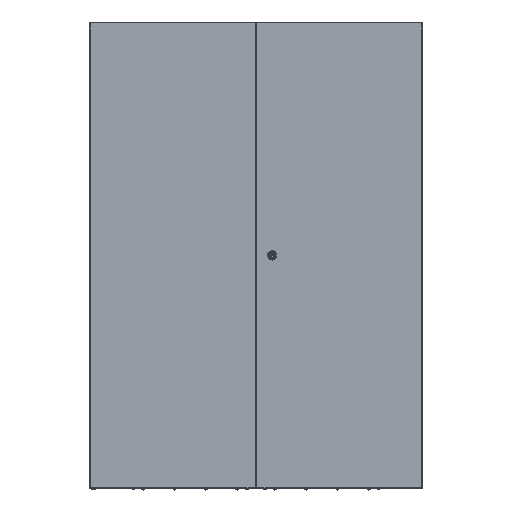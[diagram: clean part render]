
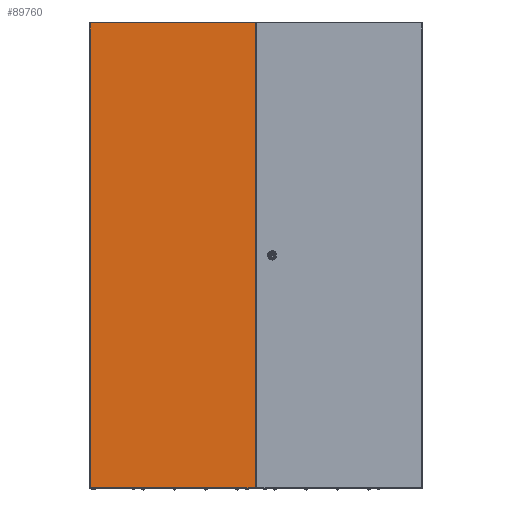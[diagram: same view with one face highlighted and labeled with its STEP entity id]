
A CAD part, top view. The second image highlights one B-rep face of the part: STEP entity #89760.
In plain terms, the highlighted planar face has unit normal (0, 0, 1).
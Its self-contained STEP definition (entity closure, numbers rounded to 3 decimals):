
#1152 = CARTESIAN_POINT ( 'NONE',  ( 2.63, 1397., 17.5 ) ) ;
#1468 = CARTESIAN_POINT ( 'NONE',  ( 497.13, 1397., 17.5 ) ) ;
#2510 = DIRECTION ( 'NONE',  ( 0., 1., 0. ) ) ;
#7541 = LINE ( 'NONE', #1468, #94348 ) ;
#9344 = VECTOR ( 'NONE', #92036, 1000. ) ;
#16407 = PLANE ( 'NONE',  #47855 ) ;
#18095 = VERTEX_POINT ( 'NONE', #47978 ) ;
#19870 = EDGE_CURVE ( 'NONE', #43674, #90938, #68801, .T. ) ;
#22214 = DIRECTION ( 'NONE',  ( 1., 0., 0. ) ) ;
#22475 = DIRECTION ( 'NONE',  ( 0., -1., 0. ) ) ;
#22702 = EDGE_LOOP ( 'NONE', ( #102362, #23440, #98054, #95438 ) ) ;
#23440 = ORIENTED_EDGE ( 'NONE', *, *, #51567, .T. ) ;
#40096 = DIRECTION ( 'NONE',  ( 1., 0., 0. ) ) ;
#43674 = VERTEX_POINT ( 'NONE', #105689 ) ;
#47205 = CARTESIAN_POINT ( 'NONE',  ( 2.63, 1397., 17.5 ) ) ;
#47855 = AXIS2_PLACEMENT_3D ( 'NONE', #49212, #80929, #40096 ) ;
#47978 = CARTESIAN_POINT ( 'NONE',  ( 497.13, 3., 17.5 ) ) ;
#49212 = CARTESIAN_POINT ( 'NONE',  ( 0., 0., 17.5 ) ) ;
#51567 = EDGE_CURVE ( 'NONE', #90938, #18095, #102377, .T. ) ;
#57289 = FACE_OUTER_BOUND ( 'NONE', #22702, .T. ) ;
#60315 = LINE ( 'NONE', #1152, #9344 ) ;
#63079 = CARTESIAN_POINT ( 'NONE',  ( 2.63, 3., 17.5 ) ) ;
#68801 = LINE ( 'NONE', #47205, #104437 ) ;
#70959 = VECTOR ( 'NONE', #22214, 1000. ) ;
#76072 = EDGE_CURVE ( 'NONE', #91974, #43674, #60315, .T. ) ;
#80929 = DIRECTION ( 'NONE',  ( 0., 0., 1. ) ) ;
#86419 = CARTESIAN_POINT ( 'NONE',  ( 497.13, 1397., 17.5 ) ) ;
#89760 = ADVANCED_FACE ( 'NONE', ( #57289 ), #16407, .T. ) ;
#90938 = VERTEX_POINT ( 'NONE', #100984 ) ;
#91974 = VERTEX_POINT ( 'NONE', #86419 ) ;
#92036 = DIRECTION ( 'NONE',  ( -1., 0., 0. ) ) ;
#94348 = VECTOR ( 'NONE', #2510, 1000. ) ;
#95438 = ORIENTED_EDGE ( 'NONE', *, *, #76072, .T. ) ;
#98054 = ORIENTED_EDGE ( 'NONE', *, *, #106017, .T. ) ;
#100984 = CARTESIAN_POINT ( 'NONE',  ( 2.63, 3., 17.5 ) ) ;
#102362 = ORIENTED_EDGE ( 'NONE', *, *, #19870, .T. ) ;
#102377 = LINE ( 'NONE', #63079, #70959 ) ;
#104437 = VECTOR ( 'NONE', #22475, 1000. ) ;
#105689 = CARTESIAN_POINT ( 'NONE',  ( 2.63, 1397., 17.5 ) ) ;
#106017 = EDGE_CURVE ( 'NONE', #18095, #91974, #7541, .T. ) ;
